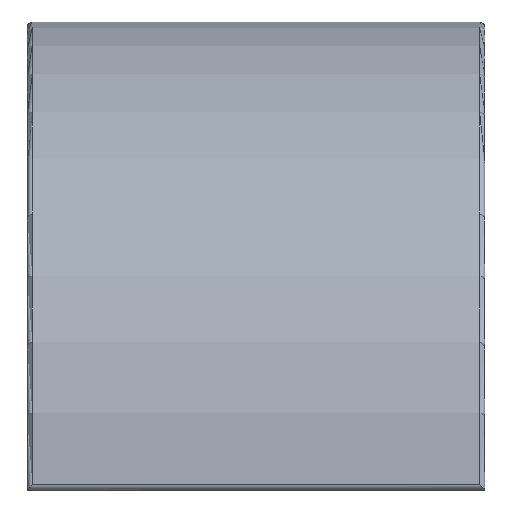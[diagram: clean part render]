
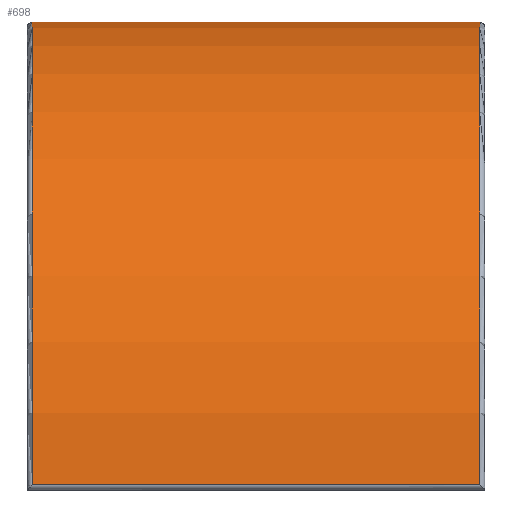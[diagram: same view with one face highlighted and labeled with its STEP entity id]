
A CAD part, front view. The second image highlights one B-rep face of the part: STEP entity #698.
In plain terms, the highlighted cylindrical face has radius 90 mm (diameter 180 mm), a partial arc.
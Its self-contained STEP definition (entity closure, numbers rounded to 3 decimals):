
#290=CYLINDRICAL_SURFACE('',#669,90.);
#294=CIRCLE('',#667,90.);
#296=CIRCLE('',#670,90.);
#329=ORIENTED_EDGE('',*,*,#450,.F.);
#330=ORIENTED_EDGE('',*,*,#447,.T.);
#331=ORIENTED_EDGE('',*,*,#446,.F.);
#332=ORIENTED_EDGE('',*,*,#451,.F.);
#379=VECTOR('',#519,1.);
#380=VECTOR('',#528,1.);
#401=LINE('',#615,#379);
#402=LINE('',#632,#380);
#421=VERTEX_POINT('',#595);
#422=VERTEX_POINT('',#605);
#423=VERTEX_POINT('',#617);
#425=VERTEX_POINT('',#631);
#446=EDGE_CURVE('',#422,#421,#401,.T.);
#447=EDGE_CURVE('',#423,#421,#294,.T.);
#450=EDGE_CURVE('',#423,#425,#402,.T.);
#451=EDGE_CURVE('',#425,#422,#296,.T.);
#466=EDGE_LOOP('',(#329,#330,#331,#332));
#482=FACE_BOUND('',#466,.T.);
#519=DIRECTION('',(86.,0.,0.));
#522=DIRECTION('',(-1.,0.,0.));
#523=DIRECTION('',(0.,-89.994,1.011));
#526=DIRECTION('',(-1.,0.,0.));
#527=DIRECTION('',(0.,1.,0.));
#528=DIRECTION('',(-86.,0.,0.));
#529=DIRECTION('',(-1.,0.,0.));
#530=DIRECTION('',(0.,-89.994,1.011));
#595=CARTESIAN_POINT('',(43.,-1.011,89.994));
#605=CARTESIAN_POINT('',(-43.,-1.011,89.994));
#615=CARTESIAN_POINT('',(-43.,-1.011,89.994));
#617=CARTESIAN_POINT('',(43.,-89.994,1.011));
#618=CARTESIAN_POINT('',(43.,0.,0.));
#630=CARTESIAN_POINT('',(-43.,0.,0.));
#631=CARTESIAN_POINT('',(-43.,-89.994,1.011));
#632=CARTESIAN_POINT('',(43.,-89.994,1.011));
#633=CARTESIAN_POINT('',(-43.,0.,0.));
#667=AXIS2_PLACEMENT_3D('',#618,#522,#523);
#669=AXIS2_PLACEMENT_3D('',#630,#526,#527);
#670=AXIS2_PLACEMENT_3D('',#633,#529,#530);
#698=ADVANCED_FACE('',(#482),#290,.T.);
